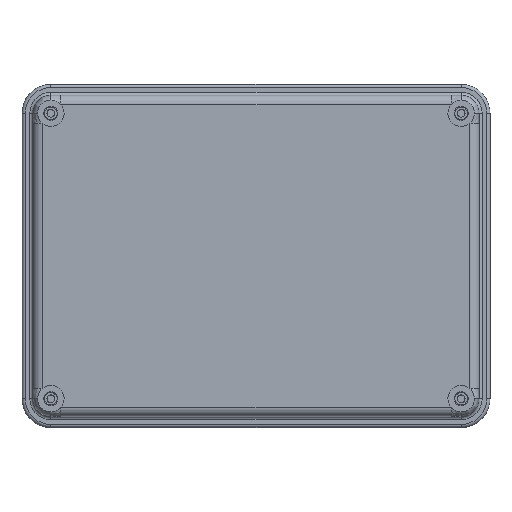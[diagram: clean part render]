
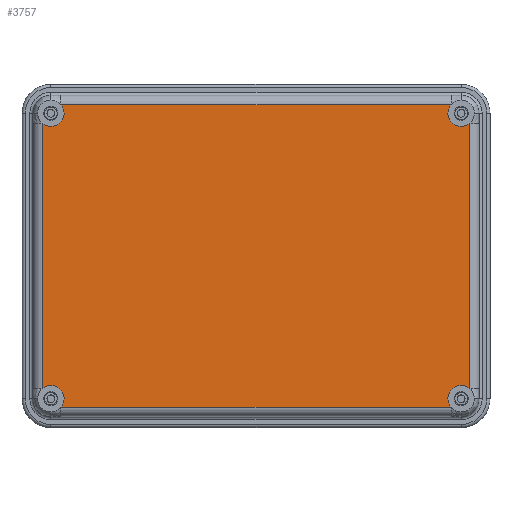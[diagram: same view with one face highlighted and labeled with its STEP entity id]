
A CAD part, top view. The second image highlights one B-rep face of the part: STEP entity #3757.
In plain terms, the highlighted planar face has unit normal (0, 0, 1).
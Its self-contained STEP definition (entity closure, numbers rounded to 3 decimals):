
#156 = ORIENTED_EDGE ( 'NONE', *, *, #14736, .T. ) ;
#275 = DIRECTION ( 'NONE',  ( -1., 0., 0. ) ) ;
#550 = AXIS2_PLACEMENT_3D ( 'NONE', #10996, #18311, #13785 ) ;
#694 = CARTESIAN_POINT ( 'NONE',  ( 65.75, -48.5, 68.5 ) ) ;
#855 = ORIENTED_EDGE ( 'NONE', *, *, #15741, .F. ) ;
#1138 = ORIENTED_EDGE ( 'NONE', *, *, #15459, .F. ) ;
#1304 = CIRCLE ( 'NONE', #3186, 4.25 ) ;
#1399 = DIRECTION ( 'NONE',  ( 0., 0., -1. ) ) ;
#1623 = VERTEX_POINT ( 'NONE', #13329 ) ;
#1672 = DIRECTION ( 'NONE',  ( 0., 0., 1. ) ) ;
#1693 = LINE ( 'NONE', #15420, #8275 ) ;
#1752 = DIRECTION ( 'NONE',  ( 0., 0., 1. ) ) ;
#1761 = DIRECTION ( 'NONE',  ( -1., 0., 0. ) ) ;
#1908 = DIRECTION ( 'NONE',  ( 0., 0., 1. ) ) ;
#2345 = EDGE_CURVE ( 'NONE', #10919, #1623, #8517, .T. ) ;
#2550 = CIRCLE ( 'NONE', #6970, 4.25 ) ;
#2753 = CIRCLE ( 'NONE', #550, 4.25 ) ;
#2859 = DIRECTION ( 'NONE',  ( 0., 0., 1. ) ) ;
#3066 = EDGE_CURVE ( 'NONE', #18081, #6246, #13623, .T. ) ;
#3139 = CARTESIAN_POINT ( 'NONE',  ( -62.51, 48.5, 68.5 ) ) ;
#3186 = AXIS2_PLACEMENT_3D ( 'NONE', #15288, #1752, #275 ) ;
#3252 = CARTESIAN_POINT ( 'NONE',  ( 65.75, -45.75, 68.5 ) ) ;
#3274 = PLANE ( 'NONE',  #6767 ) ;
#3713 = CARTESIAN_POINT ( 'NONE',  ( -65.75, 48.5, 68.5 ) ) ;
#3757 = ADVANCED_FACE ( 'NONE', ( #11418 ), #3274, .F. ) ;
#4276 = CARTESIAN_POINT ( 'NONE',  ( -61.5, 45.75, 68.5 ) ) ;
#4759 = DIRECTION ( 'NONE',  ( 0., -1., 0. ) ) ;
#5016 = ORIENTED_EDGE ( 'NONE', *, *, #6220, .F. ) ;
#5143 = EDGE_CURVE ( 'NONE', #8302, #12930, #2753, .T. ) ;
#5218 = CARTESIAN_POINT ( 'NONE',  ( 68.5, 42.51, 68.5 ) ) ;
#5268 = CARTESIAN_POINT ( 'NONE',  ( 62.51, 48.5, 68.5 ) ) ;
#6032 = DIRECTION ( 'NONE',  ( 0., -1., 0. ) ) ;
#6048 = ORIENTED_EDGE ( 'NONE', *, *, #5143, .F. ) ;
#6220 = EDGE_CURVE ( 'NONE', #18028, #9625, #9145, .T. ) ;
#6246 = VERTEX_POINT ( 'NONE', #5218 ) ;
#6721 = DIRECTION ( 'NONE',  ( 1., 0., 0. ) ) ;
#6767 = AXIS2_PLACEMENT_3D ( 'NONE', #15317, #1399, #6032 ) ;
#6819 = ORIENTED_EDGE ( 'NONE', *, *, #12003, .T. ) ;
#6970 = AXIS2_PLACEMENT_3D ( 'NONE', #16789, #1672, #16503 ) ;
#7501 = CARTESIAN_POINT ( 'NONE',  ( 65.75, -45.75, 68.5 ) ) ;
#7524 = DIRECTION ( 'NONE',  ( 0., 0., 1. ) ) ;
#7643 = CIRCLE ( 'NONE', #16166, 4.25 ) ;
#7726 = ORIENTED_EDGE ( 'NONE', *, *, #10810, .F. ) ;
#7793 = DIRECTION ( 'NONE',  ( -1., 0., 0. ) ) ;
#8177 = ORIENTED_EDGE ( 'NONE', *, *, #2345, .F. ) ;
#8275 = VECTOR ( 'NONE', #4759, 1000. ) ;
#8286 = VECTOR ( 'NONE', #1761, 1000. ) ;
#8302 = VERTEX_POINT ( 'NONE', #18811 ) ;
#8517 = CIRCLE ( 'NONE', #11680, 4.25 ) ;
#9145 = CIRCLE ( 'NONE', #15777, 4.25 ) ;
#9196 = CARTESIAN_POINT ( 'NONE',  ( -65.75, -45.75, 68.5 ) ) ;
#9236 = EDGE_CURVE ( 'NONE', #8302, #9625, #9370, .T. ) ;
#9267 = DIRECTION ( 'NONE',  ( 0., 0., 1. ) ) ;
#9316 = CARTESIAN_POINT ( 'NONE',  ( 65.75, 45.75, 68.5 ) ) ;
#9370 = LINE ( 'NONE', #694, #18854 ) ;
#9504 = DIRECTION ( 'NONE',  ( 0., 0., 1. ) ) ;
#9625 = VERTEX_POINT ( 'NONE', #14115 ) ;
#9669 = ORIENTED_EDGE ( 'NONE', *, *, #9236, .T. ) ;
#9694 = DIRECTION ( 'NONE',  ( -1., 0., 0. ) ) ;
#9824 = CARTESIAN_POINT ( 'NONE',  ( -68.5, 42.51, 68.5 ) ) ;
#10639 = DIRECTION ( 'NONE',  ( 0., 1., 0. ) ) ;
#10810 = EDGE_CURVE ( 'NONE', #1623, #6246, #7643, .T. ) ;
#10919 = VERTEX_POINT ( 'NONE', #5268 ) ;
#10996 = CARTESIAN_POINT ( 'NONE',  ( -65.75, -45.75, 68.5 ) ) ;
#11123 = CARTESIAN_POINT ( 'NONE',  ( 68.5, -42.51, 68.5 ) ) ;
#11218 = LINE ( 'NONE', #3713, #8286 ) ;
#11418 = FACE_OUTER_BOUND ( 'NONE', #11958, .T. ) ;
#11486 = VERTEX_POINT ( 'NONE', #3139 ) ;
#11680 = AXIS2_PLACEMENT_3D ( 'NONE', #18701, #9504, #9694 ) ;
#11879 = DIRECTION ( 'NONE',  ( -1., 0., 0. ) ) ;
#11958 = EDGE_LOOP ( 'NONE', ( #12605, #6819, #1138, #6048, #9669, #5016, #855, #18829, #7726, #8177, #156, #17923 ) ) ;
#12003 = EDGE_CURVE ( 'NONE', #19220, #18060, #1693, .T. ) ;
#12052 = DIRECTION ( 'NONE',  ( -1., 0., 0. ) ) ;
#12108 = CIRCLE ( 'NONE', #19052, 4.25 ) ;
#12332 = CARTESIAN_POINT ( 'NONE',  ( -61.5, -45.75, 68.5 ) ) ;
#12408 = DIRECTION ( 'NONE',  ( -1., 0., 0. ) ) ;
#12605 = ORIENTED_EDGE ( 'NONE', *, *, #16943, .F. ) ;
#12610 = CARTESIAN_POINT ( 'NONE',  ( -68.5, -42.51, 68.5 ) ) ;
#12930 = VERTEX_POINT ( 'NONE', #12332 ) ;
#13064 = CIRCLE ( 'NONE', #14310, 4.25 ) ;
#13329 = CARTESIAN_POINT ( 'NONE',  ( 61.5, 45.75, 68.5 ) ) ;
#13623 = LINE ( 'NONE', #17867, #15696 ) ;
#13785 = DIRECTION ( 'NONE',  ( -1., 0., 0. ) ) ;
#14115 = CARTESIAN_POINT ( 'NONE',  ( 62.51, -48.5, 68.5 ) ) ;
#14310 = AXIS2_PLACEMENT_3D ( 'NONE', #9196, #7524, #11879 ) ;
#14313 = VERTEX_POINT ( 'NONE', #4276 ) ;
#14736 = EDGE_CURVE ( 'NONE', #10919, #11486, #11218, .T. ) ;
#15063 = CARTESIAN_POINT ( 'NONE',  ( 61.5, -45.75, 68.5 ) ) ;
#15288 = CARTESIAN_POINT ( 'NONE',  ( -65.75, 45.75, 68.5 ) ) ;
#15317 = CARTESIAN_POINT ( 'NONE',  ( -65.75, -45.75, 68.5 ) ) ;
#15420 = CARTESIAN_POINT ( 'NONE',  ( -68.5, -45.75, 68.5 ) ) ;
#15459 = EDGE_CURVE ( 'NONE', #12930, #18060, #13064, .T. ) ;
#15696 = VECTOR ( 'NONE', #10639, 1000. ) ;
#15741 = EDGE_CURVE ( 'NONE', #18081, #18028, #12108, .T. ) ;
#15777 = AXIS2_PLACEMENT_3D ( 'NONE', #3252, #9267, #7793 ) ;
#16166 = AXIS2_PLACEMENT_3D ( 'NONE', #9316, #1908, #12408 ) ;
#16503 = DIRECTION ( 'NONE',  ( -1., 0., 0. ) ) ;
#16789 = CARTESIAN_POINT ( 'NONE',  ( -65.75, 45.75, 68.5 ) ) ;
#16943 = EDGE_CURVE ( 'NONE', #19220, #14313, #2550, .T. ) ;
#17627 = EDGE_CURVE ( 'NONE', #14313, #11486, #1304, .T. ) ;
#17867 = CARTESIAN_POINT ( 'NONE',  ( 68.5, 45.75, 68.5 ) ) ;
#17923 = ORIENTED_EDGE ( 'NONE', *, *, #17627, .F. ) ;
#18028 = VERTEX_POINT ( 'NONE', #15063 ) ;
#18060 = VERTEX_POINT ( 'NONE', #12610 ) ;
#18081 = VERTEX_POINT ( 'NONE', #11123 ) ;
#18311 = DIRECTION ( 'NONE',  ( 0., 0., 1. ) ) ;
#18701 = CARTESIAN_POINT ( 'NONE',  ( 65.75, 45.75, 68.5 ) ) ;
#18811 = CARTESIAN_POINT ( 'NONE',  ( -62.51, -48.5, 68.5 ) ) ;
#18829 = ORIENTED_EDGE ( 'NONE', *, *, #3066, .T. ) ;
#18854 = VECTOR ( 'NONE', #6721, 1000. ) ;
#19052 = AXIS2_PLACEMENT_3D ( 'NONE', #7501, #2859, #12052 ) ;
#19220 = VERTEX_POINT ( 'NONE', #9824 ) ;
